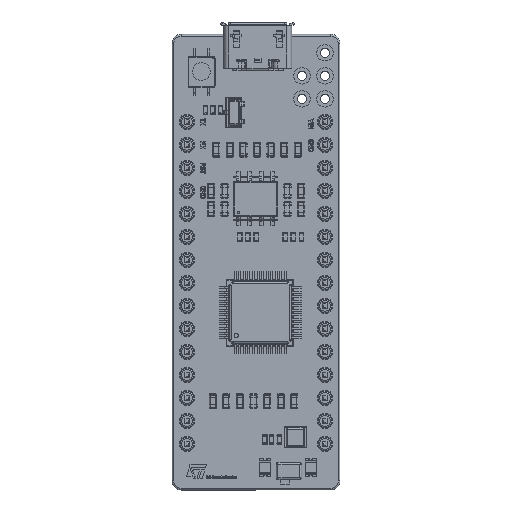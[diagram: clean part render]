
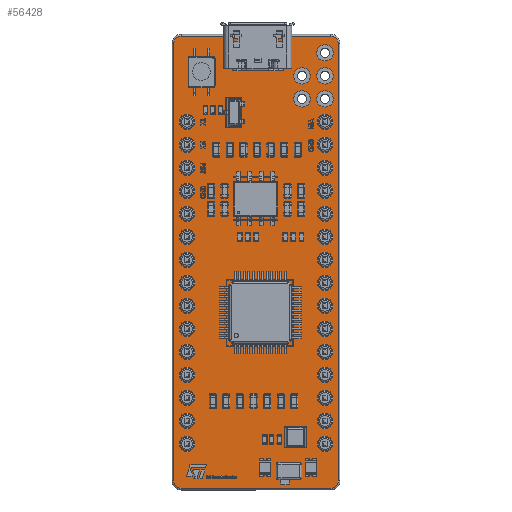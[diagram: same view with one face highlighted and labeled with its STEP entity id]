
A CAD part, top view. The second image highlights one B-rep face of the part: STEP entity #56428.
In plain terms, the highlighted planar face has unit normal (0, 0, 1).
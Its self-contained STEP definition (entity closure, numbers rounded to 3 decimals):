
#441=FACE_BOUND('',#8296,.T.);
#442=FACE_BOUND('',#8297,.T.);
#443=FACE_BOUND('',#8298,.T.);
#444=FACE_BOUND('',#8299,.T.);
#445=FACE_BOUND('',#8300,.T.);
#1568=CIRCLE('',#60756,0.8);
#1569=CIRCLE('',#60757,0.8);
#1570=CIRCLE('',#60758,0.8);
#1571=CIRCLE('',#60759,0.8);
#1572=CIRCLE('',#60760,0.5);
#1573=CIRCLE('',#60761,0.5);
#1574=CIRCLE('',#60762,0.5);
#1575=CIRCLE('',#60763,0.5);
#1576=CIRCLE('',#60764,0.5);
#4861=FACE_OUTER_BOUND('',#8295,.T.);
#8295=EDGE_LOOP('',(#41802,#41803,#41804,#41805,#41806,#41807,#41808,#41809));
#8296=EDGE_LOOP('',(#41810));
#8297=EDGE_LOOP('',(#41811));
#8298=EDGE_LOOP('',(#41812));
#8299=EDGE_LOOP('',(#41813));
#8300=EDGE_LOOP('',(#41814));
#12903=LINE('',#85118,#19277);
#12904=LINE('',#85122,#19278);
#12905=LINE('',#85126,#19279);
#12906=LINE('',#85130,#19280);
#19277=VECTOR('',#69276,16.542);
#19278=VECTOR('',#69279,48.292);
#19279=VECTOR('',#69282,16.542);
#19280=VECTOR('',#69285,48.292);
#24891=VERTEX_POINT('',#85116);
#24892=VERTEX_POINT('',#85117);
#24893=VERTEX_POINT('',#85119);
#24894=VERTEX_POINT('',#85121);
#24895=VERTEX_POINT('',#85123);
#24896=VERTEX_POINT('',#85125);
#24897=VERTEX_POINT('',#85127);
#24898=VERTEX_POINT('',#85129);
#24899=VERTEX_POINT('',#85132);
#24900=VERTEX_POINT('',#85134);
#24901=VERTEX_POINT('',#85136);
#24902=VERTEX_POINT('',#85138);
#24903=VERTEX_POINT('',#85140);
#31062=EDGE_CURVE('',#24891,#24892,#12903,.T.);
#31063=EDGE_CURVE('',#24893,#24891,#1568,.T.);
#31064=EDGE_CURVE('',#24894,#24893,#12904,.T.);
#31065=EDGE_CURVE('',#24895,#24894,#1569,.T.);
#31066=EDGE_CURVE('',#24896,#24895,#12905,.T.);
#31067=EDGE_CURVE('',#24897,#24896,#1570,.T.);
#31068=EDGE_CURVE('',#24898,#24897,#12906,.T.);
#31069=EDGE_CURVE('',#24892,#24898,#1571,.T.);
#31070=EDGE_CURVE('',#24899,#24899,#1572,.T.);
#31071=EDGE_CURVE('',#24900,#24900,#1573,.T.);
#31072=EDGE_CURVE('',#24901,#24901,#1574,.T.);
#31073=EDGE_CURVE('',#24902,#24902,#1575,.T.);
#31074=EDGE_CURVE('',#24903,#24903,#1576,.T.);
#41802=ORIENTED_EDGE('',*,*,#31062,.F.);
#41803=ORIENTED_EDGE('',*,*,#31063,.F.);
#41804=ORIENTED_EDGE('',*,*,#31064,.F.);
#41805=ORIENTED_EDGE('',*,*,#31065,.F.);
#41806=ORIENTED_EDGE('',*,*,#31066,.F.);
#41807=ORIENTED_EDGE('',*,*,#31067,.F.);
#41808=ORIENTED_EDGE('',*,*,#31068,.F.);
#41809=ORIENTED_EDGE('',*,*,#31069,.F.);
#41810=ORIENTED_EDGE('',*,*,#31070,.T.);
#41811=ORIENTED_EDGE('',*,*,#31071,.T.);
#41812=ORIENTED_EDGE('',*,*,#31072,.T.);
#41813=ORIENTED_EDGE('',*,*,#31073,.T.);
#41814=ORIENTED_EDGE('',*,*,#31074,.T.);
#53810=PLANE('',#60755);
#56428=ADVANCED_FACE('',(#4861,#441,#442,#443,#444,#445),#53810,.T.);
#60755=AXIS2_PLACEMENT_3D('',#85115,#69274,#69275);
#60756=AXIS2_PLACEMENT_3D('',#85120,#69277,#69278);
#60757=AXIS2_PLACEMENT_3D('',#85124,#69280,#69281);
#60758=AXIS2_PLACEMENT_3D('',#85128,#69283,#69284);
#60759=AXIS2_PLACEMENT_3D('',#85131,#69286,#69287);
#60760=AXIS2_PLACEMENT_3D('',#85133,#69288,#69289);
#60761=AXIS2_PLACEMENT_3D('',#85135,#69290,#69291);
#60762=AXIS2_PLACEMENT_3D('',#85137,#69292,#69293);
#60763=AXIS2_PLACEMENT_3D('',#85139,#69294,#69295);
#60764=AXIS2_PLACEMENT_3D('',#85141,#69296,#69297);
#69274=DIRECTION('center_axis',(0.,0.,1.));
#69275=DIRECTION('ref_axis',(1.,0.,0.));
#69276=DIRECTION('',(-1.,0.,0.));
#69277=DIRECTION('center_axis',(0.,0.,-1.));
#69278=DIRECTION('ref_axis',(0.707,-0.707,0.));
#69279=DIRECTION('',(0.,-1.,0.));
#69280=DIRECTION('center_axis',(0.,0.,-1.));
#69281=DIRECTION('ref_axis',(0.707,0.707,0.));
#69282=DIRECTION('',(1.,0.,0.));
#69283=DIRECTION('center_axis',(0.,0.,-1.));
#69284=DIRECTION('ref_axis',(-0.707,0.707,0.));
#69285=DIRECTION('',(0.,1.,0.));
#69286=DIRECTION('center_axis',(0.,0.,-1.));
#69287=DIRECTION('ref_axis',(-0.707,-0.707,0.));
#69288=DIRECTION('center_axis',(0.,0.,-1.));
#69289=DIRECTION('ref_axis',(-1.,0.,0.));
#69290=DIRECTION('center_axis',(0.,0.,-1.));
#69291=DIRECTION('ref_axis',(-1.,0.,0.));
#69292=DIRECTION('center_axis',(0.,0.,-1.));
#69293=DIRECTION('ref_axis',(-1.,0.,0.));
#69294=DIRECTION('center_axis',(0.,0.,-1.));
#69295=DIRECTION('ref_axis',(-1.,0.,0.));
#69296=DIRECTION('center_axis',(0.,0.,-1.));
#69297=DIRECTION('ref_axis',(-1.,0.,0.));
#85115=CARTESIAN_POINT('Origin',(0.,0.,1.6));
#85116=CARTESIAN_POINT('',(8.271,-24.946,1.6));
#85117=CARTESIAN_POINT('',(-8.271,-24.946,1.6));
#85118=CARTESIAN_POINT('',(-4.636,-24.946,1.6));
#85119=CARTESIAN_POINT('',(9.071,-24.146,1.6));
#85120=CARTESIAN_POINT('Origin',(8.271,-24.146,1.6));
#85121=CARTESIAN_POINT('',(9.071,24.146,1.6));
#85122=CARTESIAN_POINT('',(9.071,-12.573,1.6));
#85123=CARTESIAN_POINT('',(8.271,24.946,1.6));
#85124=CARTESIAN_POINT('Origin',(8.271,24.146,1.6));
#85125=CARTESIAN_POINT('',(-8.271,24.946,1.6));
#85126=CARTESIAN_POINT('',(4.636,24.946,1.6));
#85127=CARTESIAN_POINT('',(-9.071,24.146,1.6));
#85128=CARTESIAN_POINT('Origin',(-8.271,24.146,1.6));
#85129=CARTESIAN_POINT('',(-9.071,-24.146,1.6));
#85130=CARTESIAN_POINT('',(-9.071,12.573,1.6));
#85131=CARTESIAN_POINT('Origin',(-8.271,-24.146,1.6));
#85132=CARTESIAN_POINT('',(8.12,18.034,1.6));
#85133=CARTESIAN_POINT('Origin',(7.62,18.034,1.6));
#85134=CARTESIAN_POINT('',(5.58,18.034,1.6));
#85135=CARTESIAN_POINT('Origin',(5.08,18.034,1.6));
#85136=CARTESIAN_POINT('',(8.12,20.574,1.6));
#85137=CARTESIAN_POINT('Origin',(7.62,20.574,1.6));
#85138=CARTESIAN_POINT('',(5.58,20.574,1.6));
#85139=CARTESIAN_POINT('Origin',(5.08,20.574,1.6));
#85140=CARTESIAN_POINT('',(8.12,23.114,1.6));
#85141=CARTESIAN_POINT('Origin',(7.62,23.114,1.6));
